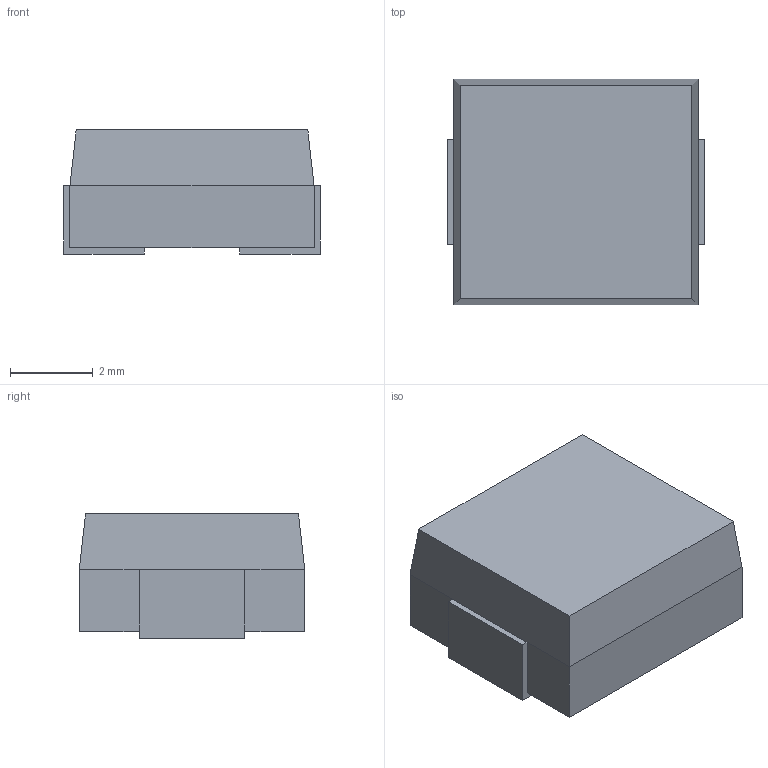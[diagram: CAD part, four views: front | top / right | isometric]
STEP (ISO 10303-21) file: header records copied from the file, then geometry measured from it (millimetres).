
FILE_DESCRIPTION(/* description */ (''),/* implementation_level */ '2;1');
FILE_NAME(/* name */ 'moldedbody_1710473598932.stp',/* time_stamp */ '2024-03-15T03:33:24Z',/* author */ (''),/* organization */ (''),/* preprocessor_version */ 'ST-DEVELOPER v20',/* originating_system */ 'ASM',/* authorisation */ '');
FILE_SCHEMA (('AUTOMOTIVE_DESIGN { 1 0 10303 214 3 1 1 }'));
Length unit declared in the file: millimetre
Products named in the file (1): moldedbody_1710473598932
Bounding box: 6.2 x 5.45 x 3 mm (x, y, z)
Volume: 92 mm3; surface area: 130.2 mm2
Topology: 1 solids, 1 shells, 24 faces, 58 edges, 36 vertices
Faces by surface type: plane 24
Entity records: 723 total; most frequent: CARTESIAN_POINT 119, ORIENTED_EDGE 116, DIRECTION 108, LINE 58, VECTOR 58, EDGE_CURVE 58, VERTEX_POINT 36, AXIS2_PLACEMENT_3D 25
